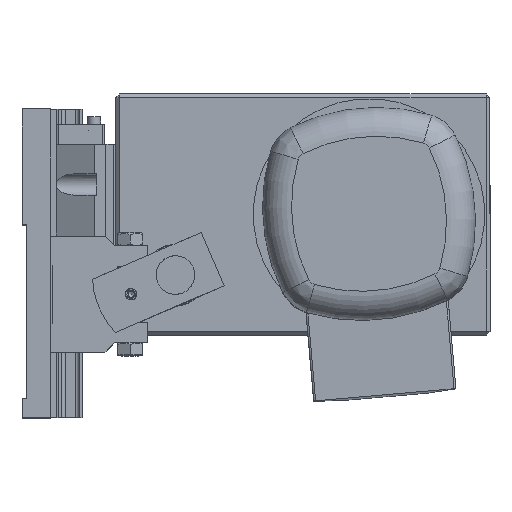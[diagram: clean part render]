
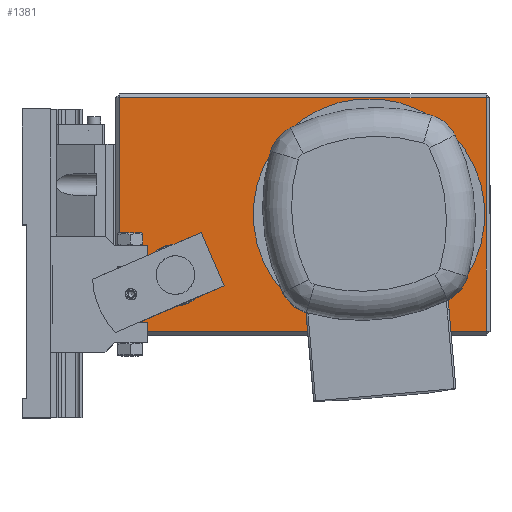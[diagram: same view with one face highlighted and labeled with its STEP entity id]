
A CAD part, top view. The second image highlights one B-rep face of the part: STEP entity #1381.
In plain terms, the highlighted planar face has unit normal (0, 0, 1).
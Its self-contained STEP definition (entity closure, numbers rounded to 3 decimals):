
#908=CARTESIAN_POINT('',(101.621,24.198,40.0));
#909=VERTEX_POINT('',#908);
#910=CARTESIAN_POINT('',(99.163,24.198,40.0));
#911=DIRECTION('',(0.0,0.0,-1.0));
#912=DIRECTION('',(1.0,0.0,0.0));
#913=AXIS2_PLACEMENT_3D('',#910,#911,#912);
#914=CIRCLE('',#913,2.459);
#915=EDGE_CURVE('',#909,#909,#914,.T.);
#938=CARTESIAN_POINT('',(2.,123.0,40.0));
#939=VERTEX_POINT('',#938);
#962=CARTESIAN_POINT('',(192.,123.,40.0));
#963=VERTEX_POINT('',#962);
#1000=CARTESIAN_POINT('',(2.,2.,40.0));
#1001=VERTEX_POINT('',#1000);
#1024=CARTESIAN_POINT('',(192.,2.,40.0));
#1025=VERTEX_POINT('',#1024);
#1055=CARTESIAN_POINT('',(192.,2.,40.0));
#1056=DIRECTION('',(-1.0,0.0,0.0));
#1057=VECTOR('',#1056,190.);
#1058=LINE('',#1055,#1057);
#1059=EDGE_CURVE('',#1025,#1001,#1058,.T.);
#1101=CARTESIAN_POINT('',(192.,123.,40.0));
#1102=DIRECTION('',(0.0,-1.0,0.0));
#1103=VECTOR('',#1102,121.);
#1104=LINE('',#1101,#1103);
#1105=EDGE_CURVE('',#963,#1025,#1104,.T.);
#1147=CARTESIAN_POINT('',(2.,2.,40.0));
#1148=DIRECTION('',(0.0,1.0,0.0));
#1149=VECTOR('',#1148,121.0);
#1150=LINE('',#1147,#1149);
#1151=EDGE_CURVE('',#1001,#939,#1150,.T.);
#1200=CARTESIAN_POINT('',(2.,123.0,40.0));
#1201=DIRECTION('',(1.0,0.0,0.0));
#1202=VECTOR('',#1201,190.);
#1203=LINE('',#1200,#1202);
#1204=EDGE_CURVE('',#939,#963,#1203,.T.);
#1312=CARTESIAN_POINT('',(97.,62.5,40.0));
#1313=DIRECTION('',(0.0,0.0,1.0));
#1314=DIRECTION('',(1.0,0.0,0.0));
#1315=AXIS2_PLACEMENT_3D('',#1312,#1313,#1314);
#1316=PLANE('',#1315);
#1317=ORIENTED_EDGE('',*,*,#1059,.F.);
#1318=ORIENTED_EDGE('',*,*,#1105,.F.);
#1319=ORIENTED_EDGE('',*,*,#1204,.F.);
#1320=ORIENTED_EDGE('',*,*,#1151,.F.);
#1321=EDGE_LOOP('',(#1317,#1318,#1319,#1320));
#1322=FACE_OUTER_BOUND('',#1321,.T.);
#1323=ORIENTED_EDGE('',*,*,#915,.T.);
#1324=EDGE_LOOP('',(#1323));
#1325=FACE_BOUND('',#1324,.T.);
#1326=CARTESIAN_POINT('',(15.,31.0,40.0));
#1327=VERTEX_POINT('',#1326);
#1328=CARTESIAN_POINT('',(31.,31.0,40.0));
#1329=DIRECTION('',(0.0,0.0,-1.0));
#1330=DIRECTION('',(1.0,0.0,0.0));
#1331=AXIS2_PLACEMENT_3D('',#1328,#1329,#1330);
#1332=CIRCLE('',#1331,16.0);
#1333=EDGE_CURVE('',#1327,#1327,#1332,.T.);
#1334=ORIENTED_EDGE('',*,*,#1333,.T.);
#1335=EDGE_LOOP('',(#1334));
#1336=FACE_BOUND('',#1335,.T.);
#1337=CARTESIAN_POINT('',(171.302,62.5,40.0));
#1338=VERTEX_POINT('',#1337);
#1339=CARTESIAN_POINT('',(131.302,62.5,40.0));
#1340=DIRECTION('',(0.0,0.0,-1.0));
#1341=DIRECTION('',(-1.0,0.0,0.0));
#1342=AXIS2_PLACEMENT_3D('',#1339,#1340,#1341);
#1343=CIRCLE('',#1342,40.0);
#1344=EDGE_CURVE('',#1338,#1338,#1343,.T.);
#1345=ORIENTED_EDGE('',*,*,#1344,.T.);
#1346=EDGE_LOOP('',(#1345));
#1347=FACE_BOUND('',#1346,.T.);
#1348=CARTESIAN_POINT('',(172.063,30.361,40.0));
#1349=VERTEX_POINT('',#1348);
#1350=CARTESIAN_POINT('',(169.604,30.361,40.0));
#1351=DIRECTION('',(0.0,0.0,-1.0));
#1352=DIRECTION('',(1.0,0.0,0.0));
#1353=AXIS2_PLACEMENT_3D('',#1350,#1351,#1352);
#1354=CIRCLE('',#1353,2.459);
#1355=EDGE_CURVE('',#1349,#1349,#1354,.T.);
#1356=ORIENTED_EDGE('',*,*,#1355,.T.);
#1357=EDGE_LOOP('',(#1356));
#1358=FACE_BOUND('',#1357,.T.);
#1359=CARTESIAN_POINT('',(90.541,94.639,40.0));
#1360=VERTEX_POINT('',#1359);
#1361=CARTESIAN_POINT('',(93.,94.639,40.0));
#1362=DIRECTION('',(0.0,0.0,-1.0));
#1363=DIRECTION('',(-1.0,0.0,0.0));
#1364=AXIS2_PLACEMENT_3D('',#1361,#1362,#1363);
#1365=CIRCLE('',#1364,2.459);
#1366=EDGE_CURVE('',#1360,#1360,#1365,.T.);
#1367=ORIENTED_EDGE('',*,*,#1366,.T.);
#1368=EDGE_LOOP('',(#1367));
#1369=FACE_BOUND('',#1368,.T.);
#1370=CARTESIAN_POINT('',(163.442,103.261,40.0));
#1371=VERTEX_POINT('',#1370);
#1372=CARTESIAN_POINT('',(163.442,100.802,40.0));
#1373=DIRECTION('',(0.0,0.0,-1.0));
#1374=DIRECTION('',(0.0,1.0,0.0));
#1375=AXIS2_PLACEMENT_3D('',#1372,#1373,#1374);
#1376=CIRCLE('',#1375,2.459);
#1377=EDGE_CURVE('',#1371,#1371,#1376,.T.);
#1378=ORIENTED_EDGE('',*,*,#1377,.T.);
#1379=EDGE_LOOP('',(#1378));
#1380=FACE_BOUND('',#1379,.T.);
#1381=ADVANCED_FACE('',(#1322,#1325,#1336,#1347,#1358,#1369,#1380),#1316,.T.);
